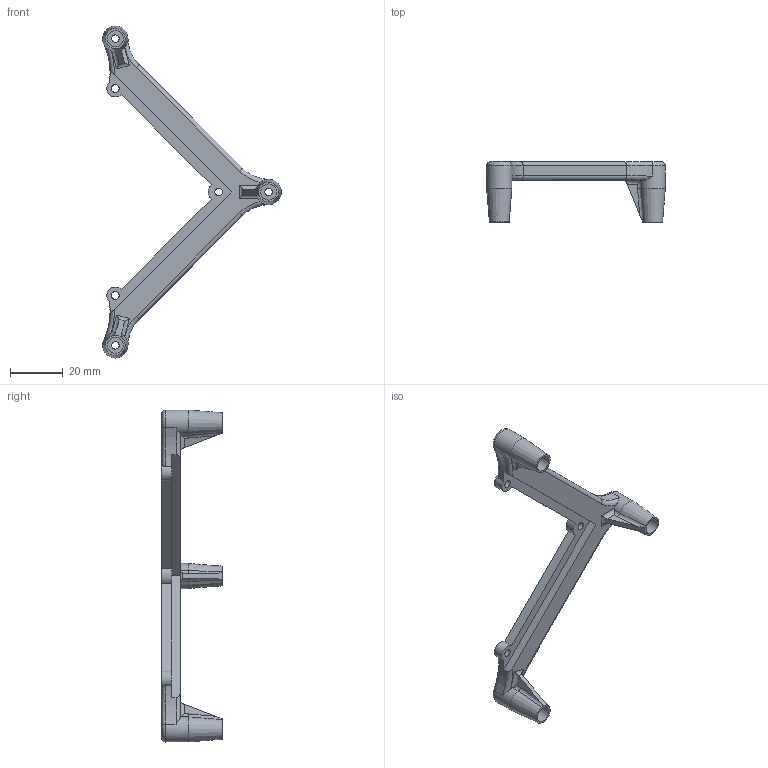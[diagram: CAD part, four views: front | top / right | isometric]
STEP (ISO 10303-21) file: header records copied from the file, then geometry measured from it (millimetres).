
FILE_DESCRIPTION(/* description */ (''),/* implementation_level */ '2;1');
FILE_NAME(/* name */ 'TOP SCREEN SUPPORT 2SCREEN FRAME.stp',/* time_stamp */ '2023-09-22T11:43:17-04:00',/* author */ ('jagers'),/* organization */ (''),/* preprocessor_version */ 'ST-DEVELOPER v19.2',/* originating_system */ 'Autodesk Inventor 2023',/* authorisation */ '');
FILE_SCHEMA (('AUTOMOTIVE_DESIGN { 1 0 10303 214 3 1 1 }'));
Length unit declared in the file: inch
Products named in the file (1): TOP SCREEN SUPPORT 2SCREEN FRAME
Bounding box: 67.44 x 22.86 x 125.37 mm (x, y, z)
Volume: 14834.9 mm3; surface area: 8550.3 mm2
Topology: 1 solids, 1 shells, 96 faces, 253 edges, 162 vertices
Faces by surface type: cylinder 40, plane 26, torus 15, cone 9, bspline 6
Full cylindrical faces by diameter (mm): 2.845 x3, 2.946 x3, 6.096 x3
Entity records: 3404 total; most frequent: CARTESIAN_POINT 986, ORIENTED_EDGE 506, DIRECTION 489, EDGE_CURVE 253, AXIS2_PLACEMENT_3D 197, VERTEX_POINT 162, EDGE_LOOP 111, FACE_OUTER_BOUND 96
